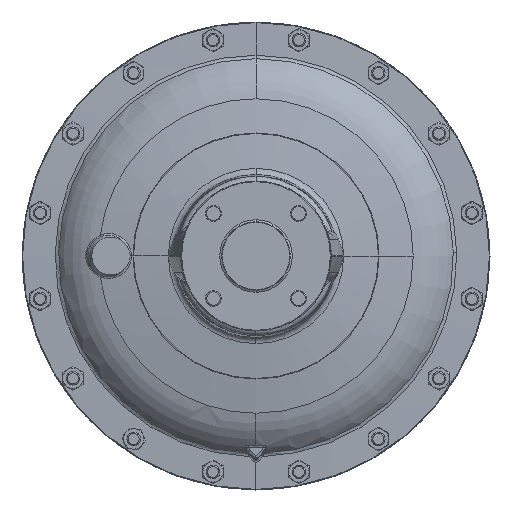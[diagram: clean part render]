
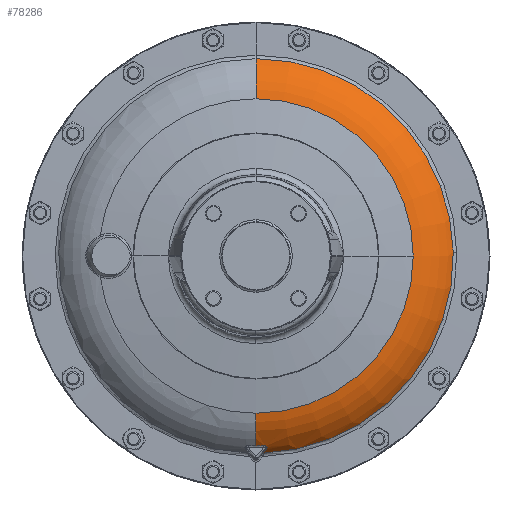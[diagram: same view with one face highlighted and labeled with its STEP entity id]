
A CAD part, front view. The second image highlights one B-rep face of the part: STEP entity #78286.
In plain terms, the highlighted toroidal (fillet/blend) face has major radius 101.323 mm and minor radius 46.038 mm.
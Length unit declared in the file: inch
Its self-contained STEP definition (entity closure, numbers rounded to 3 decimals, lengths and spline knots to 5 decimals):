
#363 = CIRCLE ( 'NONE', #84154, 5.23236 ) ;
#426 = DIRECTION ( 'NONE',  ( 0., -1., 0. ) ) ;
#1328 = ORIENTED_EDGE ( 'NONE', *, *, #14569, .F. ) ;
#2979 = EDGE_CURVE ( 'NONE', #11154, #32147, #65770, .T. ) ;
#4101 = CARTESIAN_POINT ( 'NONE',  ( 0.28215, 9.99635, -5.24276 ) ) ;
#4283 = CARTESIAN_POINT ( 'NONE',  ( 0.28423, 10.08947, -5.33227 ) ) ;
#4998 = CARTESIAN_POINT ( 'NONE',  ( 0.2211, 9.97916, -5.2277 ) ) ;
#5445 = CARTESIAN_POINT ( 'NONE',  ( 0.29152, 10.07764, -5.32121 ) ) ;
#6908 = CARTESIAN_POINT ( 'NONE',  ( 0., 9.51797, -4.33036 ) ) ;
#7061 = CIRCLE ( 'NONE', #44674, 1.8125 ) ;
#7300 = CIRCLE ( 'NONE', #30360, 4.33036 ) ;
#9110 = CIRCLE ( 'NONE', #32175, 5.43421 ) ;
#9808 = VERTEX_POINT ( 'NONE', #62307 ) ;
#11154 = VERTEX_POINT ( 'NONE', #69751 ) ;
#11393 = CARTESIAN_POINT ( 'NONE',  ( 0.27889, 9.99418, -5.24069 ) ) ;
#12560 = DIRECTION ( 'NONE',  ( 0., -1., 0. ) ) ;
#13032 = EDGE_CURVE ( 'NONE', #32147, #50403, #23507, .T. ) ;
#13077 = EDGE_CURVE ( 'NONE', #9808, #11154, #363, .T. ) ;
#13637 = FACE_OUTER_BOUND ( 'NONE', #81450, .T. ) ;
#13923 = ORIENTED_EDGE ( 'NONE', *, *, #66715, .F. ) ;
#14569 = EDGE_CURVE ( 'NONE', #9808, #29380, #7061, .T. ) ;
#14954 = ORIENTED_EDGE ( 'NONE', *, *, #13032, .T. ) ;
#15240 = DIRECTION ( 'NONE',  ( 0., -1., 0. ) ) ;
#15511 = ORIENTED_EDGE ( 'NONE', *, *, #41526, .F. ) ;
#16132 = ORIENTED_EDGE ( 'NONE', *, *, #13077, .T. ) ;
#18036 = CARTESIAN_POINT ( 'NONE',  ( 0., 10.20406, 5.43421 ) ) ;
#18182 = CARTESIAN_POINT ( 'NONE',  ( 0.30336, 10.04033, -5.28554 ) ) ;
#19060 = CARTESIAN_POINT ( 'NONE',  ( 0.29955, 10.0592, -5.30371 ) ) ;
#19447 = CIRCLE ( 'NONE', #45416, 1.8125 ) ;
#19876 = DIRECTION ( 'NONE',  ( 0., 0., -1. ) ) ;
#20321 = CIRCLE ( 'NONE', #56457, 4.33036 ) ;
#21076 = CARTESIAN_POINT ( 'NONE',  ( 0., 9.51797, 0. ) ) ;
#21891 = AXIS2_PLACEMENT_3D ( 'NONE', #83242, #426, #41624 ) ;
#23507 = B_SPLINE_CURVE_WITH_KNOTS ( 'NONE', 3,
 ( #46051, #40578, #74479, #66326 ),
 .UNSPECIFIED., .F., .F.,
 ( 4, 4 ),
 ( 0., 0.0042 ),
 .UNSPECIFIED. ) ;
#24471 = ORIENTED_EDGE ( 'NONE', *, *, #42986, .T. ) ;
#24904 = CARTESIAN_POINT ( 'NONE',  ( 0.27182, 9.99028, -5.23701 ) ) ;
#25282 = DIRECTION ( 'NONE',  ( 0., -1., 0. ) ) ;
#25788 = CARTESIAN_POINT ( 'NONE',  ( 0.30259, 10.04668, -5.29169 ) ) ;
#29380 = VERTEX_POINT ( 'NONE', #6908 ) ;
#30360 = AXIS2_PLACEMENT_3D ( 'NONE', #21076, #15240, #48704 ) ;
#31640 = CARTESIAN_POINT ( 'NONE',  ( 0.24746, 9.98217, -5.2297 ) ) ;
#32147 = VERTEX_POINT ( 'NONE', #4283 ) ;
#32175 = AXIS2_PLACEMENT_3D ( 'NONE', #38877, #25282, #19876 ) ;
#32333 = VERTEX_POINT ( 'NONE', #36201 ) ;
#32547 = CARTESIAN_POINT ( 'NONE',  ( 0.22995, 9.97968, -5.22786 ) ) ;
#32990 = CARTESIAN_POINT ( 'NONE',  ( 0.2881, 10.08361, -5.32681 ) ) ;
#36201 = CARTESIAN_POINT ( 'NONE',  ( 4.33036, 9.51797, 0. ) ) ;
#37762 = TOROIDAL_SURFACE ( 'NONE', #21891, 3.98911, 1.8125 ) ;
#38877 = CARTESIAN_POINT ( 'NONE',  ( 0., 10.20406, 0. ) ) ;
#39016 = CARTESIAN_POINT ( 'NONE',  ( 0., 9.51797, 0. ) ) ;
#40299 = CARTESIAN_POINT ( 'NONE',  ( 0.30129, 10.02131, -5.26702 ) ) ;
#40578 = CARTESIAN_POINT ( 'NONE',  ( 0.26023, 10.12578, -5.36609 ) ) ;
#41526 = EDGE_CURVE ( 'NONE', #32333, #55215, #7300, .T. ) ;
#41624 = DIRECTION ( 'NONE',  ( 0., 0., 1. ) ) ;
#42986 = EDGE_CURVE ( 'NONE', #54036, #55215, #19447, .T. ) ;
#44674 = AXIS2_PLACEMENT_3D ( 'NONE', #47356, #68108, #67190 ) ;
#45416 = AXIS2_PLACEMENT_3D ( 'NONE', #86689, #66714, #80327 ) ;
#46051 = CARTESIAN_POINT ( 'NONE',  ( 0.28423, 10.08947, -5.33227 ) ) ;
#46682 = CARTESIAN_POINT ( 'NONE',  ( 0.29725, 10.06542, -5.30964 ) ) ;
#47356 = CARTESIAN_POINT ( 'NONE',  ( 0., 11.29806, -3.98911 ) ) ;
#48704 = DIRECTION ( 'NONE',  ( 0., 0., 1. ) ) ;
#50403 = VERTEX_POINT ( 'NONE', #77446 ) ;
#52524 = CARTESIAN_POINT ( 'NONE',  ( 0.3027, 10.02755, -5.27312 ) ) ;
#54036 = VERTEX_POINT ( 'NONE', #18036 ) ;
#54925 = ORIENTED_EDGE ( 'NONE', *, *, #70769, .T. ) ;
#55215 = VERTEX_POINT ( 'NONE', #83005 ) ;
#56457 = AXIS2_PLACEMENT_3D ( 'NONE', #39016, #66583, #81093 ) ;
#59289 = CARTESIAN_POINT ( 'NONE',  ( 0.26796, 9.98855, -5.2354 ) ) ;
#62307 = CARTESIAN_POINT ( 'NONE',  ( 0., 9.97916, -5.23236 ) ) ;
#65770 = B_SPLINE_CURVE_WITH_KNOTS ( 'NONE', 3,
 ( #66965, #4998, #32547, #31640, #87835, #59289, #24904, #11393, #4101, #79689, #86945, #40299, #52524, #18182, #25788, #19060, #46682, #5445, #32990, #74239 ),
 .UNSPECIFIED., .F., .F.,
 ( 4, 2, 2, 2, 2, 2, 2, 2, 2, 4 ),
 ( 0., 0.00068, 0.00135, 0.00169, 0.00203, 0.0027, 0.00338, 0.00405, 0.00473, 0.0054 ),
 .UNSPECIFIED. ) ;
#66326 = CARTESIAN_POINT ( 'NONE',  ( 0.21609, 10.20406, -5.42991 ) ) ;
#66511 = ORIENTED_EDGE ( 'NONE', *, *, #2979, .T. ) ;
#66583 = DIRECTION ( 'NONE',  ( 0., -1., 0. ) ) ;
#66714 = DIRECTION ( 'NONE',  ( 1., 0., 0. ) ) ;
#66715 = EDGE_CURVE ( 'NONE', #29380, #32333, #20321, .T. ) ;
#66965 = CARTESIAN_POINT ( 'NONE',  ( 0.21218, 9.97916, -5.22806 ) ) ;
#67190 = DIRECTION ( 'NONE',  ( 0., 0., 1. ) ) ;
#68108 = DIRECTION ( 'NONE',  ( -1., 0., 0. ) ) ;
#69751 = CARTESIAN_POINT ( 'NONE',  ( 0.21218, 9.97916, -5.22806 ) ) ;
#70769 = EDGE_CURVE ( 'NONE', #50403, #54036, #9110, .T. ) ;
#73167 = CARTESIAN_POINT ( 'NONE',  ( 0., 9.97916, 0. ) ) ;
#74239 = CARTESIAN_POINT ( 'NONE',  ( 0.28423, 10.08947, -5.33227 ) ) ;
#74479 = CARTESIAN_POINT ( 'NONE',  ( 0.23747, 10.16397, -5.39869 ) ) ;
#77446 = CARTESIAN_POINT ( 'NONE',  ( 0.21609, 10.20406, -5.42991 ) ) ;
#78286 = ADVANCED_FACE ( 'NONE', ( #13637 ), #37762, .T. ) ;
#79689 = CARTESIAN_POINT ( 'NONE',  ( 0.291, 10.00358, -5.24973 ) ) ;
#80327 = DIRECTION ( 'NONE',  ( 0., 0., -1. ) ) ;
#81093 = DIRECTION ( 'NONE',  ( 0., 0., 1. ) ) ;
#81450 = EDGE_LOOP ( 'NONE', ( #1328, #16132, #66511, #14954, #54925, #24471, #15511, #13923 ) ) ;
#81731 = DIRECTION ( 'NONE',  ( 0., 0., -1. ) ) ;
#83005 = CARTESIAN_POINT ( 'NONE',  ( 0., 9.51797, 4.33036 ) ) ;
#83242 = CARTESIAN_POINT ( 'NONE',  ( 0., 11.29806, 0. ) ) ;
#84154 = AXIS2_PLACEMENT_3D ( 'NONE', #73167, #12560, #81731 ) ;
#86689 = CARTESIAN_POINT ( 'NONE',  ( 0., 11.29806, 3.98911 ) ) ;
#86945 = CARTESIAN_POINT ( 'NONE',  ( 0.29543, 10.00921, -5.25522 ) ) ;
#87835 = CARTESIAN_POINT ( 'NONE',  ( 0.25606, 9.98415, -5.23138 ) ) ;
